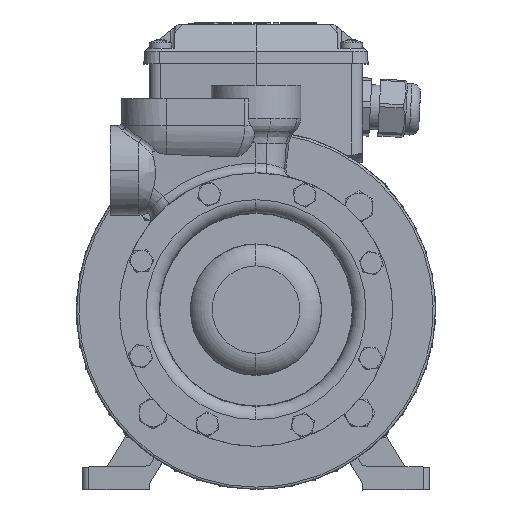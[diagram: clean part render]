
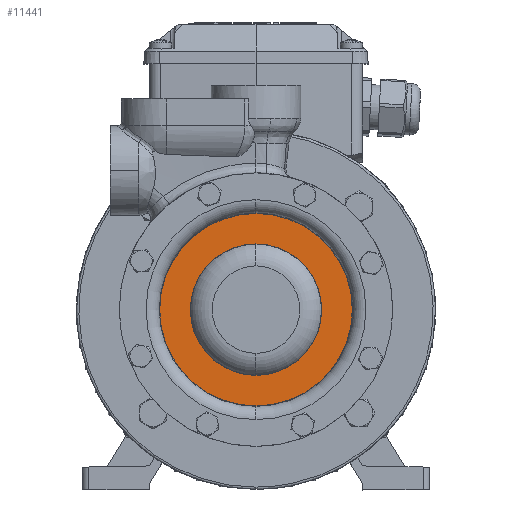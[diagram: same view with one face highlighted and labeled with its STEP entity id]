
A CAD part, top view. The second image highlights one B-rep face of the part: STEP entity #11441.
In plain terms, the highlighted planar face has unit normal (0, 0, 1).
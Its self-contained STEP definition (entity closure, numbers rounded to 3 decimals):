
#11220 = ORIENTED_EDGE ( 'NONE', *, *, #51904, .F. ) ;
#11441 = ADVANCED_FACE ( 'NONE', ( #90269, #88332 ), #30343, .F. ) ;
#15326 = VERTEX_POINT ( 'NONE', #92211 ) ;
#15606 = AXIS2_PLACEMENT_3D ( 'NONE', #21041, #50992, #59803 ) ;
#17085 = CARTESIAN_POINT ( 'NONE',  ( 0., 0., -6. ) ) ;
#18440 = DIRECTION ( 'NONE',  ( 0., 1., 0. ) ) ;
#20873 = ORIENTED_EDGE ( 'NONE', *, *, #26521, .F. ) ;
#21041 = CARTESIAN_POINT ( 'NONE',  ( -122., 122., -6. ) ) ;
#22513 = DIRECTION ( 'NONE',  ( 0., -1., 0. ) ) ;
#23000 = CARTESIAN_POINT ( 'NONE',  ( 0., 0., -6. ) ) ;
#25746 = AXIS2_PLACEMENT_3D ( 'NONE', #47887, #48360, #18440 ) ;
#26521 = EDGE_CURVE ( 'NONE', #15326, #59175, #79944, .T. ) ;
#28731 = AXIS2_PLACEMENT_3D ( 'NONE', #23000, #89301, #22513 ) ;
#29795 = AXIS2_PLACEMENT_3D ( 'NONE', #32656, #45976, #61181 ) ;
#30343 = PLANE ( 'NONE',  #15606 ) ;
#30692 = EDGE_CURVE ( 'NONE', #97080, #33913, #84766, .T. ) ;
#31355 = AXIS2_PLACEMENT_3D ( 'NONE', #17085, #47018, #84854 ) ;
#32656 = CARTESIAN_POINT ( 'NONE',  ( 0., 0., -6. ) ) ;
#33913 = VERTEX_POINT ( 'NONE', #38725 ) ;
#38159 = ORIENTED_EDGE ( 'NONE', *, *, #30692, .F. ) ;
#38725 = CARTESIAN_POINT ( 'NONE',  ( 0., -42.942, -6. ) ) ;
#45976 = DIRECTION ( 'NONE',  ( 0., 0., -1. ) ) ;
#46347 = CARTESIAN_POINT ( 'NONE',  ( 0., 42.942, -6. ) ) ;
#47018 = DIRECTION ( 'NONE',  ( 0., 0., 1. ) ) ;
#47887 = CARTESIAN_POINT ( 'NONE',  ( 0., 0., -6. ) ) ;
#48360 = DIRECTION ( 'NONE',  ( 0., 0., 1. ) ) ;
#50992 = DIRECTION ( 'NONE',  ( 0., 0., -1. ) ) ;
#51440 = EDGE_LOOP ( 'NONE', ( #90245, #20873 ) ) ;
#51904 = EDGE_CURVE ( 'NONE', #33913, #97080, #66364, .T. ) ;
#52731 = CARTESIAN_POINT ( 'NONE',  ( 0., 29.307, -6. ) ) ;
#59175 = VERTEX_POINT ( 'NONE', #52731 ) ;
#59803 = DIRECTION ( 'NONE',  ( 0., 1., 0. ) ) ;
#61181 = DIRECTION ( 'NONE',  ( 0., -1., 0. ) ) ;
#64920 = CIRCLE ( 'NONE', #25746, 29.307 ) ;
#66364 = CIRCLE ( 'NONE', #28731, 42.942 ) ;
#70224 = EDGE_LOOP ( 'NONE', ( #11220, #38159 ) ) ;
#79944 = CIRCLE ( 'NONE', #31355, 29.307 ) ;
#84766 = CIRCLE ( 'NONE', #29795, 42.942 ) ;
#84854 = DIRECTION ( 'NONE',  ( 0., 1., 0. ) ) ;
#88332 = FACE_OUTER_BOUND ( 'NONE', #70224, .T. ) ;
#89301 = DIRECTION ( 'NONE',  ( 0., 0., -1. ) ) ;
#90245 = ORIENTED_EDGE ( 'NONE', *, *, #95467, .F. ) ;
#90269 = FACE_BOUND ( 'NONE', #51440, .T. ) ;
#92211 = CARTESIAN_POINT ( 'NONE',  ( 0., -29.307, -6. ) ) ;
#95467 = EDGE_CURVE ( 'NONE', #59175, #15326, #64920, .T. ) ;
#97080 = VERTEX_POINT ( 'NONE', #46347 ) ;
